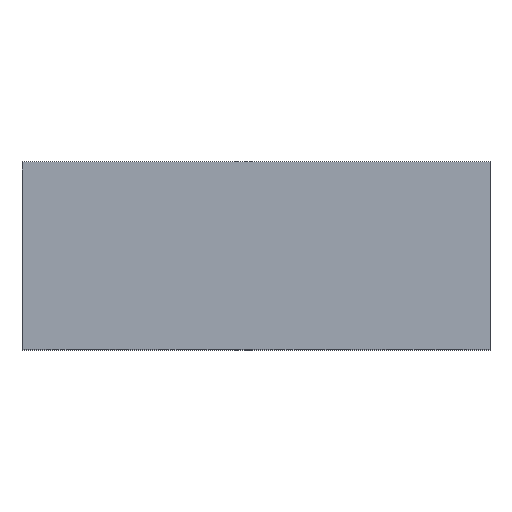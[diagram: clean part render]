
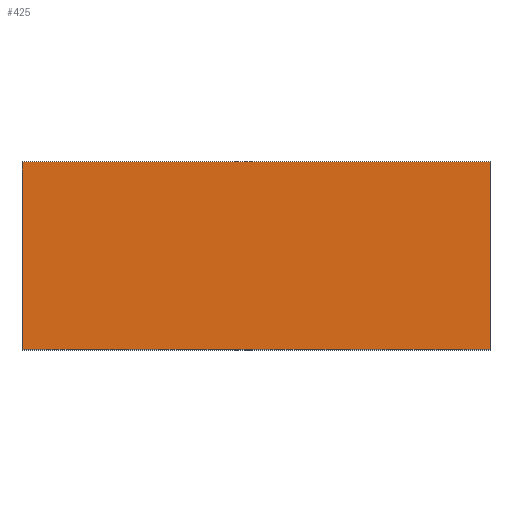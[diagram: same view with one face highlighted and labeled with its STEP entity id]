
A CAD part, top view. The second image highlights one B-rep face of the part: STEP entity #425.
In plain terms, the highlighted planar face has unit normal (0, 0, 1).
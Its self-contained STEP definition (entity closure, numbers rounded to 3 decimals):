
#425 = ADVANCED_FACE( '', ( #964 ), #965, .T. );
#964 = FACE_OUTER_BOUND( '', #1600, .T. );
#965 = PLANE( '', #1601 );
#1600 = EDGE_LOOP( '', ( #3142, #3143, #3144, #3145 ) );
#1601 = AXIS2_PLACEMENT_3D( '', #3146, #3147, #3148 );
#3142 = ORIENTED_EDGE( '', *, *, #4127, .F. );
#3143 = ORIENTED_EDGE( '', *, *, #3858, .F. );
#3144 = ORIENTED_EDGE( '', *, *, #3782, .T. );
#3145 = ORIENTED_EDGE( '', *, *, #4026, .T. );
#3146 = CARTESIAN_POINT( '', ( 75., 60., 75. ) );
#3147 = DIRECTION( '', ( 0., 0., 1. ) );
#3148 = DIRECTION( '', ( 1., 0., 0. ) );
#3782 = EDGE_CURVE( '', #4336, #4333, #4337, .T. );
#3858 = EDGE_CURVE( '', #4336, #4465, #4468, .T. );
#4026 = EDGE_CURVE( '', #4333, #4735, #4737, .T. );
#4127 = EDGE_CURVE( '', #4465, #4735, #4875, .T. );
#4333 = VERTEX_POINT( '', #5245 );
#4336 = VERTEX_POINT( '', #5249 );
#4337 = LINE( '', #5250, #5251 );
#4465 = VERTEX_POINT( '', #5558 );
#4468 = LINE( '', #5563, #5564 );
#4735 = VERTEX_POINT( '', #6359 );
#4737 = LINE( '', #6362, #6363 );
#4875 = LINE( '', #6780, #6781 );
#5245 = CARTESIAN_POINT( '', ( -75., 60., 75. ) );
#5249 = CARTESIAN_POINT( '', ( 75., 60., 75. ) );
#5250 = CARTESIAN_POINT( '', ( 75., 60., 75. ) );
#5251 = VECTOR( '', #7176, 1000. );
#5558 = CARTESIAN_POINT( '', ( 75., 0., 75. ) );
#5563 = CARTESIAN_POINT( '', ( 75., 60., 75. ) );
#5564 = VECTOR( '', #7242, 1000. );
#6359 = CARTESIAN_POINT( '', ( -75., 0., 75. ) );
#6362 = CARTESIAN_POINT( '', ( -75., 60., 75. ) );
#6363 = VECTOR( '', #7382, 1000. );
#6780 = CARTESIAN_POINT( '', ( 75., 0., 75. ) );
#6781 = VECTOR( '', #7467, 1000. );
#7176 = DIRECTION( '', ( -1., 0., 0. ) );
#7242 = DIRECTION( '', ( 0., -1., 0. ) );
#7382 = DIRECTION( '', ( 0., -1., 0. ) );
#7467 = DIRECTION( '', ( -1., 0., 0. ) );
